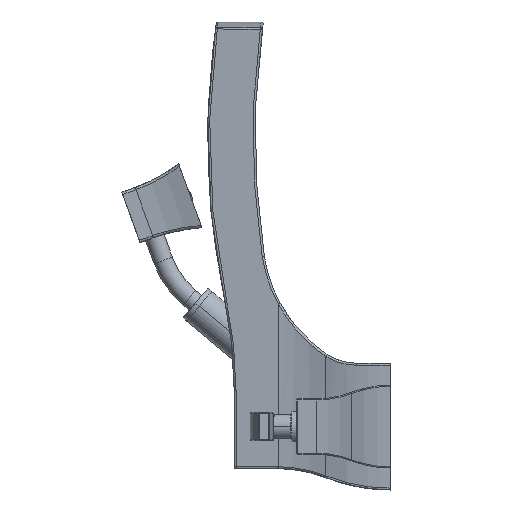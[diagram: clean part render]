
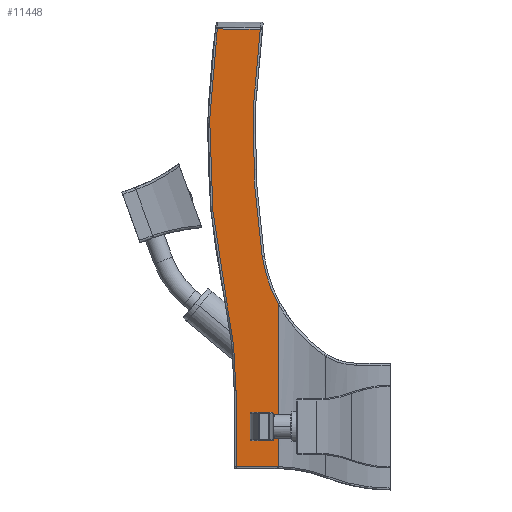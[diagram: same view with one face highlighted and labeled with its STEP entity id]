
A CAD part, left-side view. The second image highlights one B-rep face of the part: STEP entity #11448.
In plain terms, the highlighted planar face has unit normal (-0.998, 0.061, 0).
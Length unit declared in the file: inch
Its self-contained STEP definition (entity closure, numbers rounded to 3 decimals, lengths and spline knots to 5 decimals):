
#10084=DIRECTION('',(0.,0.,1.));
#10085=VECTOR('',#10084,4.18418);
#10086=CARTESIAN_POINT('',(-1.04036,2.87406,
-1.02908));
#10087=LINE('',#10086,#10085);
#10088=CARTESIAN_POINT('',(-1.04036,2.87406,
-1.02908));
#10220=CARTESIAN_POINT('',(-1.04036,2.87406,
3.1551));
#10238=CARTESIAN_POINT('',(-1.04036,2.87406,
3.1551));
#10239=CARTESIAN_POINT('',(-1.03622,2.94219,
3.28143));
#10240=CARTESIAN_POINT('',(-1.02887,3.06313,
3.53976));
#10241=CARTESIAN_POINT('',(-1.02054,3.20026,
3.94795));
#10242=CARTESIAN_POINT('',(-1.01693,3.25971,
4.2261));
#10243=CARTESIAN_POINT('',(-1.01559,3.28164,
4.36733));
#10257=CARTESIAN_POINT('',(-1.04036,2.87406,
-1.02908));
#10258=CARTESIAN_POINT('',(-1.04033,2.87457,
-1.02908));
#10259=CARTESIAN_POINT('',(-1.04027,2.87558,
-1.02908));
#10260=CARTESIAN_POINT('',(-1.04021,2.87659,
-1.02908));
#10261=CARTESIAN_POINT('',(-1.04017,2.87709,
-1.02908));
#10263=DIRECTION('',(-0.061,-0.998,0.));
#10264=VECTOR('',#10263,1.07792);
#10265=CARTESIAN_POINT('',(-0.9748,3.95303,
-1.02908));
#10266=LINE('',#10265,#10264);
#10372=CARTESIAN_POINT('',(-1.01559,3.28164,
4.36733));
#10373=CARTESIAN_POINT('',(-1.01198,3.34114,
4.75057));
#10374=CARTESIAN_POINT('',(-1.0061,3.43788,
5.51992));
#10375=CARTESIAN_POINT('',(-1.00135,3.51606,
6.68552));
#10376=CARTESIAN_POINT('',(-1.00073,3.52619,
7.85418));
#10377=CARTESIAN_POINT('',(-1.00426,3.4682,
9.02124));
#10378=CARTESIAN_POINT('',(-1.00933,3.38475,
9.79241));
#10379=CARTESIAN_POINT('',(-1.01254,3.33186,
10.17678));
#10431=CARTESIAN_POINT('',(-1.01254,3.33186,
10.17678));
#10432=CARTESIAN_POINT('',(-1.00513,3.45383,
10.17911));
#10433=CARTESIAN_POINT('',(-0.99029,3.698,
10.18373));
#10434=CARTESIAN_POINT('',(-0.96799,4.06501,
10.1905));
#10435=CARTESIAN_POINT('',(-0.9531,4.31018,
10.1949));
#10436=CARTESIAN_POINT('',(-0.94564,4.43289,
10.19708));
#10461=CARTESIAN_POINT('',(-0.94564,4.43289,
10.19708));
#10462=CARTESIAN_POINT('',(-0.94163,4.49887,
9.73483));
#10463=CARTESIAN_POINT('',(-0.93559,4.59826,
8.80721));
#10464=CARTESIAN_POINT('',(-0.93247,4.64955,
7.40174));
#10465=CARTESIAN_POINT('',(-0.93538,4.60165,
5.99603));
#10466=CARTESIAN_POINT('',(-0.9443,4.45487,
4.5976));
#10467=CARTESIAN_POINT('',(-0.95416,4.29264,
3.67918));
#10468=CARTESIAN_POINT('',(-0.96007,4.19542,
3.22266));
#10487=CARTESIAN_POINT('',(-0.96007,4.19542,
3.22266));
#10488=CARTESIAN_POINT('',(-0.96333,4.14168,
2.97033));
#10489=CARTESIAN_POINT('',(-0.96878,4.05211,
2.46336));
#10490=CARTESIAN_POINT('',(-0.9737,3.97103,
1.69342));
#10491=CARTESIAN_POINT('',(-0.9748,3.95303,
1.17891));
#10492=CARTESIAN_POINT('',(-0.9748,3.95303,
0.92092));
#10515=DIRECTION('',(0.,0.,-1.));
#10516=VECTOR('',#10515,1.95);
#10517=CARTESIAN_POINT('',(-0.9748,3.95303,
0.92092));
#10518=LINE('',#10517,#10516);
#10708=VERTEX_POINT('',#10220);
#10710=VERTEX_POINT('',#10243);
#10713=VERTEX_POINT('',#10379);
#10714=VERTEX_POINT('',#10436);
#10736=VERTEX_POINT('',#10088);
#10738=VERTEX_POINT('',#10261);
#10740=CARTESIAN_POINT('',(-0.9748,3.95303,
-1.02908));
#10741=VERTEX_POINT('',#10740);
#10756=CARTESIAN_POINT('',(-0.9748,3.95303,
0.92092));
#10757=VERTEX_POINT('',#10756);
#10758=VERTEX_POINT('',#10487);
#11425=CARTESIAN_POINT('',(-0.925,4.77256,-1.625));
#11426=DIRECTION('',(-0.998,0.061,0.));
#11427=DIRECTION('',(-0.061,-0.998,0.));
#11428=AXIS2_PLACEMENT_3D('',#11425,#11426,#11427);
#11429=PLANE('',#11428);
#11430=ORIENTED_EDGE('',*,*,#11416,.F.);
#11431=ORIENTED_EDGE('',*,*,#11108,.F.);
#11433=ORIENTED_EDGE('',*,*,#11432,.T.);
#11435=ORIENTED_EDGE('',*,*,#11434,.F.);
#11437=ORIENTED_EDGE('',*,*,#11436,.F.);
#11439=ORIENTED_EDGE('',*,*,#11438,.F.);
#11441=ORIENTED_EDGE('',*,*,#11440,.F.);
#11443=ORIENTED_EDGE('',*,*,#11442,.F.);
#11445=ORIENTED_EDGE('',*,*,#11444,.F.);
#11446=EDGE_LOOP('',(#11430,#11431,#11433,#11435,#11437,#11439,#11441,#11443,
#11445));
#11447=FACE_OUTER_BOUND('',#11446,.F.);
#11448=ADVANCED_FACE('',(#11447),#11429,.T.);
#10244=B_SPLINE_CURVE_WITH_KNOTS('',3,(#10238,#10239,#10240,#10241,#10242,
#10243),.UNSPECIFIED.,.F.,.F.,(4,1,1,4),(0.,0.33333,
0.66667,1.),.UNSPECIFIED.);
#10262=B_SPLINE_CURVE_WITH_KNOTS('',3,(#10257,#10258,#10259,#10260,#10261),
.UNSPECIFIED.,.F.,.F.,(4,1,4),(0.,0.5,1.),.UNSPECIFIED.);
#10380=B_SPLINE_CURVE_WITH_KNOTS('',3,(#10372,#10373,#10374,#10375,#10376,
#10377,#10378,#10379),.UNSPECIFIED.,.F.,.F.,(4,1,1,1,1,4),(0.,0.2,0.4,
0.6,0.8,1.),.UNSPECIFIED.);
#10437=B_SPLINE_CURVE_WITH_KNOTS('',3,(#10431,#10432,#10433,#10434,#10435,
#10436),.UNSPECIFIED.,.F.,.F.,(4,1,1,4),(0.,0.33333,
0.66667,1.),.UNSPECIFIED.);
#10469=B_SPLINE_CURVE_WITH_KNOTS('',3,(#10461,#10462,#10463,#10464,#10465,
#10466,#10467,#10468),.UNSPECIFIED.,.F.,.F.,(4,1,1,1,1,4),(0.,0.2,0.4,
0.6,0.8,1.),.UNSPECIFIED.);
#10493=B_SPLINE_CURVE_WITH_KNOTS('',3,(#10487,#10488,#10489,#10490,#10491,
#10492),.UNSPECIFIED.,.F.,.F.,(4,1,1,4),(0.,0.33333,
0.66667,1.),.UNSPECIFIED.);
#11108=EDGE_CURVE('',#10736,#10708,#10087,.T.);
#11416=EDGE_CURVE('',#10708,#10710,#10244,.T.);
#11432=EDGE_CURVE('',#10736,#10738,#10262,.T.);
#11434=EDGE_CURVE('',#10741,#10738,#10266,.T.);
#11436=EDGE_CURVE('',#10757,#10741,#10518,.T.);
#11438=EDGE_CURVE('',#10758,#10757,#10493,.T.);
#11440=EDGE_CURVE('',#10714,#10758,#10469,.T.);
#11442=EDGE_CURVE('',#10713,#10714,#10437,.T.);
#11444=EDGE_CURVE('',#10710,#10713,#10380,.T.);
